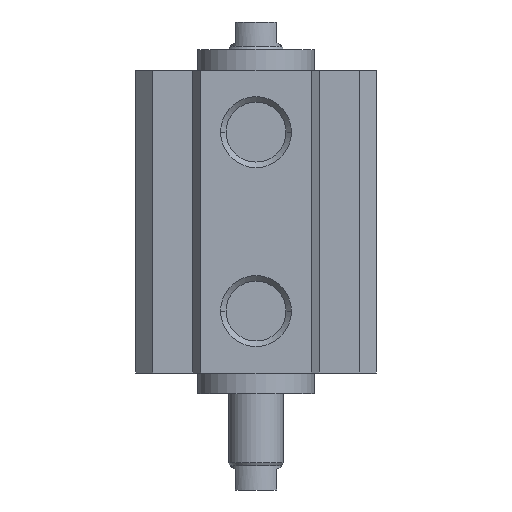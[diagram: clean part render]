
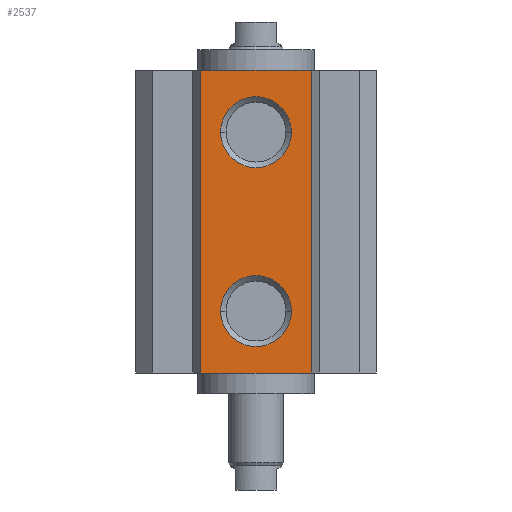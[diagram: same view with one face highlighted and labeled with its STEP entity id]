
A CAD part, front view. The second image highlights one B-rep face of the part: STEP entity #2537.
In plain terms, the highlighted planar face has unit normal (0, -1, 0).
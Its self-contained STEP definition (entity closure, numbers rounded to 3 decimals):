
#1072=CARTESIAN_POINT('',(5.15,-22.0,35.));
#1073=VERTEX_POINT('',#1072);
#1081=CARTESIAN_POINT('',(-5.15,-22.0,35.));
#1082=VERTEX_POINT('',#1081);
#1089=CARTESIAN_POINT('',(0.0,-22.0,35.));
#1090=DIRECTION('',(0.0,1.0,0.0));
#1091=DIRECTION('',(1.0,0.0,0.0));
#1092=AXIS2_PLACEMENT_3D('',#1089,#1090,#1091);
#1093=CIRCLE('',#1092,5.15);
#1094=EDGE_CURVE('',#1073,#1082,#1093,.T.);
#1188=CARTESIAN_POINT('',(5.15,-22.0,9.0));
#1189=VERTEX_POINT('',#1188);
#1197=CARTESIAN_POINT('',(-5.15,-22.0,9.0));
#1198=VERTEX_POINT('',#1197);
#1205=CARTESIAN_POINT('',(0.0,-22.0,9.0));
#1206=DIRECTION('',(0.0,1.0,0.0));
#1207=DIRECTION('',(1.0,0.0,0.0));
#1208=AXIS2_PLACEMENT_3D('',#1205,#1206,#1207);
#1209=CIRCLE('',#1208,5.15);
#1210=EDGE_CURVE('',#1189,#1198,#1209,.T.);
#1242=CARTESIAN_POINT('',(0.0,-22.0,9.0));
#1243=DIRECTION('',(0.0,1.0,0.0));
#1244=DIRECTION('',(1.0,0.0,0.0));
#1245=AXIS2_PLACEMENT_3D('',#1242,#1243,#1244);
#1246=CIRCLE('',#1245,5.15);
#1247=EDGE_CURVE('',#1198,#1189,#1246,.T.);
#1336=CARTESIAN_POINT('',(0.0,-22.0,35.));
#1337=DIRECTION('',(0.0,1.0,0.0));
#1338=DIRECTION('',(1.0,0.0,0.0));
#1339=AXIS2_PLACEMENT_3D('',#1336,#1337,#1338);
#1340=CIRCLE('',#1339,5.15);
#1341=EDGE_CURVE('',#1082,#1073,#1340,.T.);
#2473=CARTESIAN_POINT('',(8.0,-22.0,44.0));
#2474=VERTEX_POINT('',#2473);
#2481=CARTESIAN_POINT('',(8.0,-22.0,0.0));
#2482=VERTEX_POINT('',#2481);
#2483=CARTESIAN_POINT('',(8.0,-22.0,0.0));
#2484=DIRECTION('',(0.0,0.0,1.0));
#2485=VECTOR('',#2484,44.0);
#2486=LINE('',#2483,#2485);
#2487=EDGE_CURVE('',#2482,#2474,#2486,.T.);
#2499=CARTESIAN_POINT('',(8.0,-22.0,0.0));
#2500=DIRECTION('',(0.0,-1.0,0.0));
#2501=DIRECTION('',(0.0,0.0,-1.0));
#2502=AXIS2_PLACEMENT_3D('',#2499,#2500,#2501);
#2503=PLANE('',#2502);
#2504=CARTESIAN_POINT('',(-8.0,-22.0,44.0));
#2505=VERTEX_POINT('',#2504);
#2506=CARTESIAN_POINT('',(8.0,-22.0,44.0));
#2507=DIRECTION('',(-1.0,0.0,0.0));
#2508=VECTOR('',#2507,16.0);
#2509=LINE('',#2506,#2508);
#2510=EDGE_CURVE('',#2474,#2505,#2509,.T.);
#2511=ORIENTED_EDGE('',*,*,#2510,.T.);
#2512=CARTESIAN_POINT('',(-8.0,-22.0,0.0));
#2513=VERTEX_POINT('',#2512);
#2514=CARTESIAN_POINT('',(-8.0,-22.0,0.0));
#2515=DIRECTION('',(0.0,0.0,1.0));
#2516=VECTOR('',#2515,44.0);
#2517=LINE('',#2514,#2516);
#2518=EDGE_CURVE('',#2513,#2505,#2517,.T.);
#2519=ORIENTED_EDGE('',*,*,#2518,.F.);
#2520=CARTESIAN_POINT('',(8.0,-22.0,0.0));
#2521=DIRECTION('',(-1.0,0.0,0.0));
#2522=VECTOR('',#2521,16.0);
#2523=LINE('',#2520,#2522);
#2524=EDGE_CURVE('',#2482,#2513,#2523,.T.);
#2525=ORIENTED_EDGE('',*,*,#2524,.F.);
#2526=ORIENTED_EDGE('',*,*,#2487,.T.);
#2527=EDGE_LOOP('',(#2511,#2519,#2525,#2526));
#2528=FACE_OUTER_BOUND('',#2527,.T.);
#2529=ORIENTED_EDGE('',*,*,#1210,.T.);
#2530=ORIENTED_EDGE('',*,*,#1247,.T.);
#2531=EDGE_LOOP('',(#2529,#2530));
#2532=FACE_BOUND('',#2531,.T.);
#2533=ORIENTED_EDGE('',*,*,#1094,.T.);
#2534=ORIENTED_EDGE('',*,*,#1341,.T.);
#2535=EDGE_LOOP('',(#2533,#2534));
#2536=FACE_BOUND('',#2535,.T.);
#2537=ADVANCED_FACE('',(#2528,#2532,#2536),#2503,.T.);
